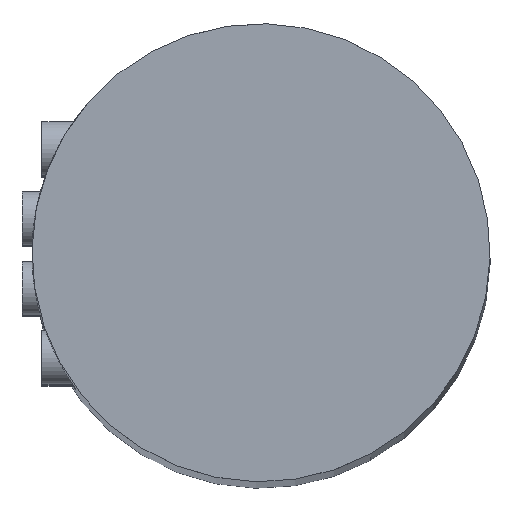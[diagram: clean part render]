
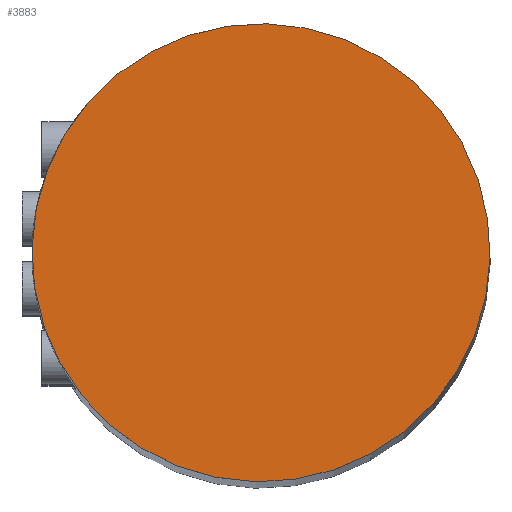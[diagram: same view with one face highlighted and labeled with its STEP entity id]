
A CAD part, top view. The second image highlights one B-rep face of the part: STEP entity #3883.
In plain terms, the highlighted planar face has unit normal (0, 0, 1).
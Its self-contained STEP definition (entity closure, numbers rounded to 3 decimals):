
#3818=CARTESIAN_POINT('Vertex',(-5.513,10.092,200.4)) ;
#3832=CARTESIAN_POINT('Vertex',(5.513,-10.092,200.4)) ;
#3835=CARTESIAN_POINT('Axis2P3D Location',(0.,0.,200.4)) ;
#3852=CARTESIAN_POINT('Axis2P3D Location',(0.,0.,200.4)) ;
#3874=CARTESIAN_POINT('Axis2P3D Location',(0.,0.,200.4)) ;
#3836=DIRECTION('Axis2P3D Direction',(0.,0.,1.)) ;
#3853=DIRECTION('Axis2P3D Direction',(0.,0.,1.)) ;
#3875=DIRECTION('Axis2P3D Direction',(0.,0.,1.)) ;
#3876=DIRECTION('Axis2P3D XDirection',(1.,0.,0.)) ;
#3837=AXIS2_PLACEMENT_3D('Circle Axis2P3D',#3835,#3836,$) ;
#3854=AXIS2_PLACEMENT_3D('Circle Axis2P3D',#3852,#3853,$) ;
#3877=AXIS2_PLACEMENT_3D('Plane Axis2P3D',#3874,#3875,#3876) ;
#3880=ORIENTED_EDGE('',*,*,#3839,.T.) ;
#3881=ORIENTED_EDGE('',*,*,#3856,.T.) ;
#3883=ADVANCED_FACE('PartBody',(#3882),#3878,.T.) ;
#3838=CIRCLE('generated circle',#3837,11.5) ;
#3855=CIRCLE('generated circle',#3854,11.5) ;
#3839=EDGE_CURVE('',#3819,#3833,#3838,.T.) ;
#3856=EDGE_CURVE('',#3833,#3819,#3855,.T.) ;
#3879=EDGE_LOOP('',(#3880,#3881)) ;
#3882=FACE_OUTER_BOUND('',#3879,.T.) ;
#3878=PLANE('',#3877) ;
#3819=VERTEX_POINT('',#3818) ;
#3833=VERTEX_POINT('',#3832) ;
